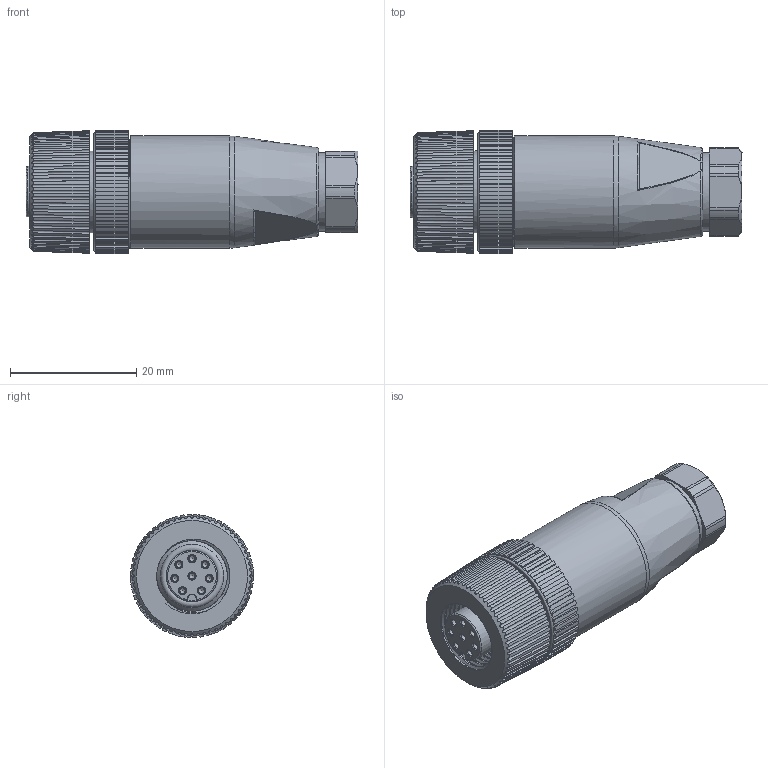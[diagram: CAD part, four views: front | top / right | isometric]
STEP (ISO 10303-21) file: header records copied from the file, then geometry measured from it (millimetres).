
FILE_DESCRIPTION(/* description */ (''),/* implementation_level */ '2;1');
FILE_NAME(/* name */ 'EK8111-0-7.stp',/* time_stamp */ '2023-02-08T16:13:28+08:00',/* author */ (''),/* organization */ (''),/* preprocessor_version */ 'ST-DEVELOPER v16',/* originating_system */ 'SIEMENS PLM Software NX 10.0',/* authorisation */ '');
FILE_SCHEMA (('AP203_CONFIGURATION_CONTROLLED_3D_DESIGN_OF_MECHANICAL_PARTS_AND_ASSEMBLIES_MIM_LF { 1 0 10303 403 2 1 2}'));
Length unit declared in the file: millimetre
Products named in the file (1): dell1830366Eqmaj
Bounding box: 52.54 x 19.5 x 19.5 mm (x, y, z)
Volume: 11272.1 mm3; surface area: 5101 mm2
Topology: 1 solids, 1 shells, 592 faces, 1597 edges, 1018 vertices
Faces by surface type: plane 257, cylinder 227, cone 80, bspline 13, torus 10, sphere 5
Full cylindrical faces by diameter (mm): 0.9 x8, 1 x8, 1.3 x8, 11.2 x7, 12.5 x1, 13 x1, 15.5 x1, 17.8 x1
Entity records: 23492 total; most frequent: CARTESIAN_POINT 9408, ORIENTED_EDGE 2942, DIRECTION 2900, EDGE_CURVE 1471, AXIS2_PLACEMENT_3D 1151, VERTEX_POINT 966, EDGE_LOOP 657, LINE 598
